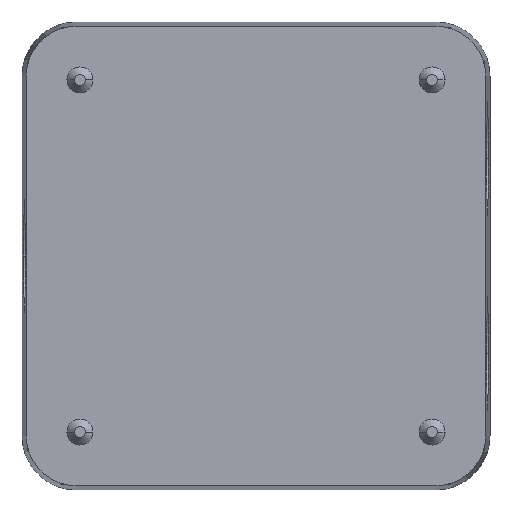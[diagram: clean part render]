
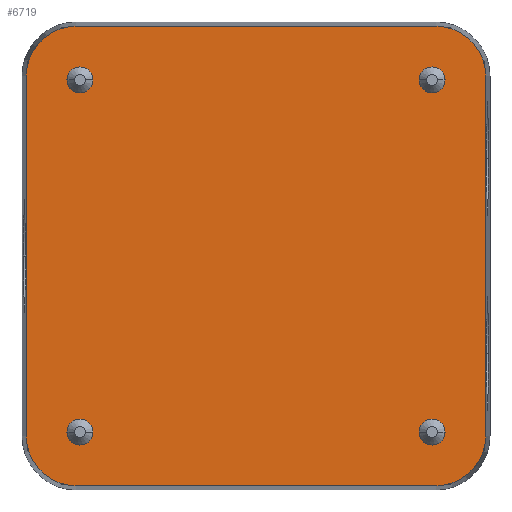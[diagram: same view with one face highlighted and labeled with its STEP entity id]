
A CAD part, front view. The second image highlights one B-rep face of the part: STEP entity #6719.
In plain terms, the highlighted face is planar.
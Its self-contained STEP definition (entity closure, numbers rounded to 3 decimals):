
#100 = CARTESIAN_POINT ( 'NONE',  ( 32.5, 32.5, -44.9 ) ) ;
#112 = CIRCLE ( 'NONE', #15229, 2.4 ) ;
#145 = DIRECTION ( 'NONE',  ( 0., 0., -1. ) ) ;
#188 = DIRECTION ( 'NONE',  ( -1., 0., 0. ) ) ;
#231 = EDGE_LOOP ( 'NONE', ( #12591, #12032 ) ) ;
#307 = EDGE_CURVE ( 'NONE', #3552, #11268, #10900, .T. ) ;
#347 = CARTESIAN_POINT ( 'NONE',  ( -34.9, -32.5, -44.9 ) ) ;
#480 = CARTESIAN_POINT ( 'NONE',  ( 33.2, 33.2, -44.9 ) ) ;
#516 = CARTESIAN_POINT ( 'NONE',  ( -33.2, -42.416, -44.9 ) ) ;
#577 = CARTESIAN_POINT ( 'NONE',  ( 33.2, 42.416, -44.9 ) ) ;
#723 = CIRCLE ( 'NONE', #6267, 2.4 ) ;
#725 = CARTESIAN_POINT ( 'NONE',  ( 34.9, 32.5, -44.9 ) ) ;
#817 = CARTESIAN_POINT ( 'NONE',  ( 42.416, -33.2, -44.9 ) ) ;
#894 = EDGE_CURVE ( 'NONE', #10814, #2139, #12081, .T. ) ;
#1070 = EDGE_CURVE ( 'NONE', #1405, #4916, #8722, .T. ) ;
#1113 = EDGE_CURVE ( 'NONE', #11268, #9963, #7532, .T. ) ;
#1248 = CARTESIAN_POINT ( 'NONE',  ( 33.2, 33.2, -44.9 ) ) ;
#1293 = DIRECTION ( 'NONE',  ( 0., -1., 0. ) ) ;
#1313 = DIRECTION ( 'NONE',  ( 1., 0., 0. ) ) ;
#1405 = VERTEX_POINT ( 'NONE', #725 ) ;
#1500 = ORIENTED_EDGE ( 'NONE', *, *, #13324, .F. ) ;
#1629 = CARTESIAN_POINT ( 'NONE',  ( 33.2, -42.416, -44.9 ) ) ;
#1655 = VERTEX_POINT ( 'NONE', #3302 ) ;
#1729 = CARTESIAN_POINT ( 'NONE',  ( -33.2, 33.2, -44.9 ) ) ;
#1744 = VERTEX_POINT ( 'NONE', #577 ) ;
#2001 = EDGE_CURVE ( 'NONE', #13788, #1655, #14026, .T. ) ;
#2082 = EDGE_LOOP ( 'NONE', ( #10430, #3774 ) ) ;
#2139 = VERTEX_POINT ( 'NONE', #8018 ) ;
#2484 = DIRECTION ( 'NONE',  ( -1., 0., 0. ) ) ;
#2646 = EDGE_CURVE ( 'NONE', #2139, #10814, #7125, .T. ) ;
#2857 = AXIS2_PLACEMENT_3D ( 'NONE', #480, #2932, #11666 ) ;
#2894 = CIRCLE ( 'NONE', #4151, 9.216 ) ;
#2932 = DIRECTION ( 'NONE',  ( 0., 0., -1. ) ) ;
#2963 = DIRECTION ( 'NONE',  ( -1., 0., 0. ) ) ;
#3062 = CARTESIAN_POINT ( 'NONE',  ( -30.1, 32.5, -44.9 ) ) ;
#3082 = VERTEX_POINT ( 'NONE', #817 ) ;
#3180 = CARTESIAN_POINT ( 'NONE',  ( 34.9, -32.5, -44.9 ) ) ;
#3302 = CARTESIAN_POINT ( 'NONE',  ( -34.9, 32.5, -44.9 ) ) ;
#3481 = AXIS2_PLACEMENT_3D ( 'NONE', #4123, #12875, #5366 ) ;
#3552 = VERTEX_POINT ( 'NONE', #11558 ) ;
#3774 = ORIENTED_EDGE ( 'NONE', *, *, #2001, .F. ) ;
#3863 = EDGE_LOOP ( 'NONE', ( #1500, #4750, #15552, #5736, #4954, #4939, #14558, #10811 ) ) ;
#3892 = CIRCLE ( 'NONE', #11990, 9.216 ) ;
#3968 = FACE_BOUND ( 'NONE', #11709, .T. ) ;
#4108 = VERTEX_POINT ( 'NONE', #3180 ) ;
#4123 = CARTESIAN_POINT ( 'NONE',  ( 33.2, -33.2, -44.9 ) ) ;
#4140 = DIRECTION ( 'NONE',  ( -1., 0., 0. ) ) ;
#4151 = AXIS2_PLACEMENT_3D ( 'NONE', #1729, #10432, #2963 ) ;
#4233 = VECTOR ( 'NONE', #1313, 1000. ) ;
#4349 = FACE_OUTER_BOUND ( 'NONE', #3863, .T. ) ;
#4361 = LINE ( 'NONE', #13504, #7675 ) ;
#4457 = LINE ( 'NONE', #11638, #5246 ) ;
#4750 = ORIENTED_EDGE ( 'NONE', *, *, #5755, .F. ) ;
#4790 = AXIS2_PLACEMENT_3D ( 'NONE', #6447, #6502, #6553 ) ;
#4916 = VERTEX_POINT ( 'NONE', #10895 ) ;
#4939 = ORIENTED_EDGE ( 'NONE', *, *, #10577, .F. ) ;
#4954 = ORIENTED_EDGE ( 'NONE', *, *, #307, .F. ) ;
#5074 = VERTEX_POINT ( 'NONE', #11356 ) ;
#5104 = AXIS2_PLACEMENT_3D ( 'NONE', #5529, #5689, #6983 ) ;
#5246 = VECTOR ( 'NONE', #4140, 1000. ) ;
#5366 = DIRECTION ( 'NONE',  ( -1., 0., 0. ) ) ;
#5529 = CARTESIAN_POINT ( 'NONE',  ( -33.2, -33.2, -44.9 ) ) ;
#5632 = CARTESIAN_POINT ( 'NONE',  ( 32.5, 32.5, -44.9 ) ) ;
#5687 = CIRCLE ( 'NONE', #3481, 9.216 ) ;
#5689 = DIRECTION ( 'NONE',  ( 0., 0., 1. ) ) ;
#5736 = ORIENTED_EDGE ( 'NONE', *, *, #1113, .F. ) ;
#5755 = EDGE_CURVE ( 'NONE', #3082, #5074, #4361, .T. ) ;
#5856 = EDGE_CURVE ( 'NONE', #1655, #13788, #723, .T. ) ;
#6015 = CARTESIAN_POINT ( 'NONE',  ( 30.1, -32.5, -44.9 ) ) ;
#6106 = CARTESIAN_POINT ( 'NONE',  ( 32.5, -32.5, -44.9 ) ) ;
#6267 = AXIS2_PLACEMENT_3D ( 'NONE', #11235, #11083, #10991 ) ;
#6447 = CARTESIAN_POINT ( 'NONE',  ( -32.5, 32.5, -44.9 ) ) ;
#6502 = DIRECTION ( 'NONE',  ( 0., 0., -1. ) ) ;
#6553 = DIRECTION ( 'NONE',  ( -1., 0., 0. ) ) ;
#6719 = ADVANCED_FACE ( 'NONE', ( #11003, #14349, #4349, #7265, #3968 ), #14135, .T. ) ;
#6859 = CARTESIAN_POINT ( 'NONE',  ( -33.2, 42.416, -44.9 ) ) ;
#6870 = DIRECTION ( 'NONE',  ( -1., 0., 0. ) ) ;
#6945 = AXIS2_PLACEMENT_3D ( 'NONE', #6106, #14897, #7347 ) ;
#6983 = DIRECTION ( 'NONE',  ( -1., 0., 0. ) ) ;
#7023 = DIRECTION ( 'NONE',  ( 0., 0., -1. ) ) ;
#7125 = CIRCLE ( 'NONE', #15710, 2.4 ) ;
#7265 = FACE_BOUND ( 'NONE', #2082, .T. ) ;
#7342 = CIRCLE ( 'NONE', #6945, 2.4 ) ;
#7347 = DIRECTION ( 'NONE',  ( -1., 0., 0. ) ) ;
#7532 = LINE ( 'NONE', #516, #4233 ) ;
#7675 = VECTOR ( 'NONE', #13126, 1000. ) ;
#8018 = CARTESIAN_POINT ( 'NONE',  ( -30.1, -32.5, -44.9 ) ) ;
#8358 = LINE ( 'NONE', #8705, #12516 ) ;
#8461 = ORIENTED_EDGE ( 'NONE', *, *, #8785, .F. ) ;
#8574 = EDGE_CURVE ( 'NONE', #9963, #3082, #5687, .T. ) ;
#8705 = CARTESIAN_POINT ( 'NONE',  ( -42.416, 33.2, -44.9 ) ) ;
#8722 = CIRCLE ( 'NONE', #14341, 2.4 ) ;
#8785 = EDGE_CURVE ( 'NONE', #4916, #1405, #112, .T. ) ;
#8844 = ORIENTED_EDGE ( 'NONE', *, *, #1070, .F. ) ;
#9350 = VERTEX_POINT ( 'NONE', #6859 ) ;
#9925 = DIRECTION ( 'NONE',  ( 0., 0., 1. ) ) ;
#9963 = VERTEX_POINT ( 'NONE', #1629 ) ;
#10022 = ORIENTED_EDGE ( 'NONE', *, *, #894, .F. ) ;
#10170 = CIRCLE ( 'NONE', #11774, 2.4 ) ;
#10430 = ORIENTED_EDGE ( 'NONE', *, *, #5856, .F. ) ;
#10432 = DIRECTION ( 'NONE',  ( 0., 0., 1. ) ) ;
#10577 = EDGE_CURVE ( 'NONE', #14933, #3552, #8358, .T. ) ;
#10811 = ORIENTED_EDGE ( 'NONE', *, *, #10885, .F. ) ;
#10814 = VERTEX_POINT ( 'NONE', #347 ) ;
#10885 = EDGE_CURVE ( 'NONE', #1744, #9350, #4457, .T. ) ;
#10895 = CARTESIAN_POINT ( 'NONE',  ( 30.1, 32.5, -44.9 ) ) ;
#10900 = CIRCLE ( 'NONE', #5104, 9.216 ) ;
#10991 = DIRECTION ( 'NONE',  ( -1., 0., 0. ) ) ;
#11003 = FACE_BOUND ( 'NONE', #231, .T. ) ;
#11083 = DIRECTION ( 'NONE',  ( 0., 0., -1. ) ) ;
#11105 = CARTESIAN_POINT ( 'NONE',  ( -42.416, 33.2, -44.9 ) ) ;
#11235 = CARTESIAN_POINT ( 'NONE',  ( -32.5, 32.5, -44.9 ) ) ;
#11268 = VERTEX_POINT ( 'NONE', #15780 ) ;
#11356 = CARTESIAN_POINT ( 'NONE',  ( 42.416, 33.2, -44.9 ) ) ;
#11558 = CARTESIAN_POINT ( 'NONE',  ( -42.416, -33.2, -44.9 ) ) ;
#11638 = CARTESIAN_POINT ( 'NONE',  ( -33.2, 42.416, -44.9 ) ) ;
#11666 = DIRECTION ( 'NONE',  ( -1., 0., 0. ) ) ;
#11709 = EDGE_LOOP ( 'NONE', ( #10022, #12977 ) ) ;
#11722 = EDGE_LOOP ( 'NONE', ( #8461, #8844 ) ) ;
#11774 = AXIS2_PLACEMENT_3D ( 'NONE', #14562, #7023, #15805 ) ;
#11826 = AXIS2_PLACEMENT_3D ( 'NONE', #14960, #14176, #15056 ) ;
#11990 = AXIS2_PLACEMENT_3D ( 'NONE', #1248, #9925, #2484 ) ;
#12032 = ORIENTED_EDGE ( 'NONE', *, *, #12669, .F. ) ;
#12081 = CIRCLE ( 'NONE', #11826, 2.4 ) ;
#12516 = VECTOR ( 'NONE', #1293, 1000. ) ;
#12591 = ORIENTED_EDGE ( 'NONE', *, *, #15535, .F. ) ;
#12669 = EDGE_CURVE ( 'NONE', #4108, #14878, #10170, .T. ) ;
#12875 = DIRECTION ( 'NONE',  ( 0., 0., 1. ) ) ;
#12977 = ORIENTED_EDGE ( 'NONE', *, *, #2646, .F. ) ;
#13126 = DIRECTION ( 'NONE',  ( 0., 1., 0. ) ) ;
#13324 = EDGE_CURVE ( 'NONE', #5074, #1744, #3892, .T. ) ;
#13504 = CARTESIAN_POINT ( 'NONE',  ( 42.416, 33.2, -44.9 ) ) ;
#13788 = VERTEX_POINT ( 'NONE', #3062 ) ;
#14026 = CIRCLE ( 'NONE', #4790, 2.4 ) ;
#14135 = PLANE ( 'NONE',  #2857 ) ;
#14176 = DIRECTION ( 'NONE',  ( 0., 0., -1. ) ) ;
#14341 = AXIS2_PLACEMENT_3D ( 'NONE', #100, #145, #188 ) ;
#14349 = FACE_BOUND ( 'NONE', #11722, .T. ) ;
#14402 = DIRECTION ( 'NONE',  ( 0., 0., -1. ) ) ;
#14558 = ORIENTED_EDGE ( 'NONE', *, *, #15929, .F. ) ;
#14562 = CARTESIAN_POINT ( 'NONE',  ( 32.5, -32.5, -44.9 ) ) ;
#14878 = VERTEX_POINT ( 'NONE', #6015 ) ;
#14897 = DIRECTION ( 'NONE',  ( 0., 0., -1. ) ) ;
#14933 = VERTEX_POINT ( 'NONE', #11105 ) ;
#14960 = CARTESIAN_POINT ( 'NONE',  ( -32.5, -32.5, -44.9 ) ) ;
#15056 = DIRECTION ( 'NONE',  ( -1., 0., 0. ) ) ;
#15229 = AXIS2_PLACEMENT_3D ( 'NONE', #5632, #14402, #6870 ) ;
#15387 = DIRECTION ( 'NONE',  ( 0., 0., -1. ) ) ;
#15441 = DIRECTION ( 'NONE',  ( -1., 0., 0. ) ) ;
#15535 = EDGE_CURVE ( 'NONE', #14878, #4108, #7342, .T. ) ;
#15552 = ORIENTED_EDGE ( 'NONE', *, *, #8574, .F. ) ;
#15710 = AXIS2_PLACEMENT_3D ( 'NONE', #15862, #15387, #15441 ) ;
#15780 = CARTESIAN_POINT ( 'NONE',  ( -33.2, -42.416, -44.9 ) ) ;
#15805 = DIRECTION ( 'NONE',  ( -1., 0., 0. ) ) ;
#15862 = CARTESIAN_POINT ( 'NONE',  ( -32.5, -32.5, -44.9 ) ) ;
#15929 = EDGE_CURVE ( 'NONE', #9350, #14933, #2894, .T. ) ;
